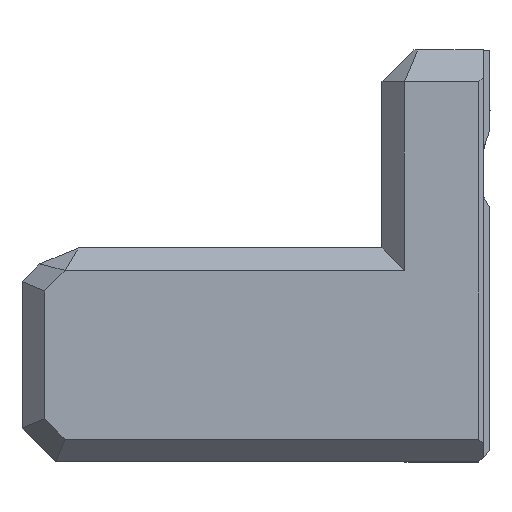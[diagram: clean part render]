
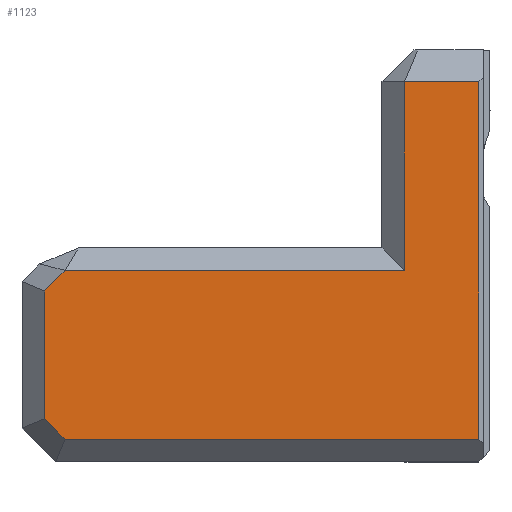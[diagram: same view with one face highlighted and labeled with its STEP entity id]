
A CAD part, top view. The second image highlights one B-rep face of the part: STEP entity #1123.
In plain terms, the highlighted planar face has unit normal (0, 0, 1).
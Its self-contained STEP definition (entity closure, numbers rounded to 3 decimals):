
#85=FACE_OUTER_BOUND('',#155,.T.);
#155=EDGE_LOOP('',(#896,#897,#898,#899,#900,#901,#902,#903));
#249=LINE('',#1697,#386);
#254=LINE('',#1708,#391);
#260=LINE('',#1719,#397);
#262=LINE('',#1724,#399);
#264=LINE('',#1727,#401);
#284=LINE('',#1768,#421);
#289=LINE('',#1779,#426);
#290=LINE('',#1780,#427);
#386=VECTOR('',#1358,10.);
#391=VECTOR('',#1367,10.);
#397=VECTOR('',#1375,10.);
#399=VECTOR('',#1379,10.);
#401=VECTOR('',#1383,10.);
#421=VECTOR('',#1421,10.);
#426=VECTOR('',#1430,10.);
#427=VECTOR('',#1431,10.);
#512=VERTEX_POINT('',#1687);
#515=VERTEX_POINT('',#1694);
#518=VERTEX_POINT('',#1705);
#519=VERTEX_POINT('',#1707);
#523=VERTEX_POINT('',#1717);
#525=VERTEX_POINT('',#1723);
#537=VERTEX_POINT('',#1766);
#541=VERTEX_POINT('',#1778);
#631=EDGE_CURVE('',#512,#515,#249,.T.);
#636=EDGE_CURVE('',#518,#519,#254,.T.);
#642=EDGE_CURVE('',#523,#518,#260,.T.);
#644=EDGE_CURVE('',#519,#525,#262,.T.);
#646=EDGE_CURVE('',#525,#512,#264,.T.);
#668=EDGE_CURVE('',#523,#537,#284,.T.);
#673=EDGE_CURVE('',#541,#537,#289,.T.);
#674=EDGE_CURVE('',#541,#515,#290,.T.);
#896=ORIENTED_EDGE('',*,*,#642,.F.);
#897=ORIENTED_EDGE('',*,*,#668,.T.);
#898=ORIENTED_EDGE('',*,*,#673,.F.);
#899=ORIENTED_EDGE('',*,*,#674,.T.);
#900=ORIENTED_EDGE('',*,*,#631,.F.);
#901=ORIENTED_EDGE('',*,*,#646,.F.);
#902=ORIENTED_EDGE('',*,*,#644,.F.);
#903=ORIENTED_EDGE('',*,*,#636,.F.);
#1067=PLANE('',#1199);
#1123=ADVANCED_FACE('',(#85),#1067,.F.);
#1199=AXIS2_PLACEMENT_3D('',#1777,#1428,#1429);
#1358=DIRECTION('',(1.,0.,0.));
#1367=DIRECTION('',(-0.707,0.707,0.));
#1375=DIRECTION('',(-1.,0.,0.));
#1379=DIRECTION('',(0.,1.,0.));
#1383=DIRECTION('',(0.707,0.707,0.));
#1421=DIRECTION('',(0.,1.,0.));
#1428=DIRECTION('center_axis',(0.,0.,
-1.));
#1429=DIRECTION('ref_axis',(0.,-1.,0.));
#1430=DIRECTION('',(1.,0.,0.));
#1431=DIRECTION('',(0.,-1.,0.));
#1687=CARTESIAN_POINT('',(2.828,207.,-19.5));
#1694=CARTESIAN_POINT('',(33.,207.,-19.5));
#1697=CARTESIAN_POINT('',(35.,207.,-19.5));
#1705=CARTESIAN_POINT('',(2.828,192.,-19.5));
#1707=CARTESIAN_POINT('',(1.,193.828,-19.5));
#1708=CARTESIAN_POINT('',(-1.586,196.414,-19.5));
#1717=CARTESIAN_POINT('',(39.6,192.,-19.5));
#1719=CARTESIAN_POINT('',(40.,192.,-19.5));
#1723=CARTESIAN_POINT('',(1.,205.172,-19.5));
#1724=CARTESIAN_POINT('',(1.,142.5,-19.5));
#1727=CARTESIAN_POINT('',(21.164,225.336,-19.5));
#1766=CARTESIAN_POINT('',(39.6,223.772,-19.5));
#1768=CARTESIAN_POINT('',(39.6,117.5,-19.5));
#1777=CARTESIAN_POINT('Origin',(40.,245.,-19.5));
#1778=CARTESIAN_POINT('',(33.,223.772,-19.5));
#1779=CARTESIAN_POINT('',(40.,223.772,-19.5));
#1780=CARTESIAN_POINT('',(33.,245.,-19.5));
